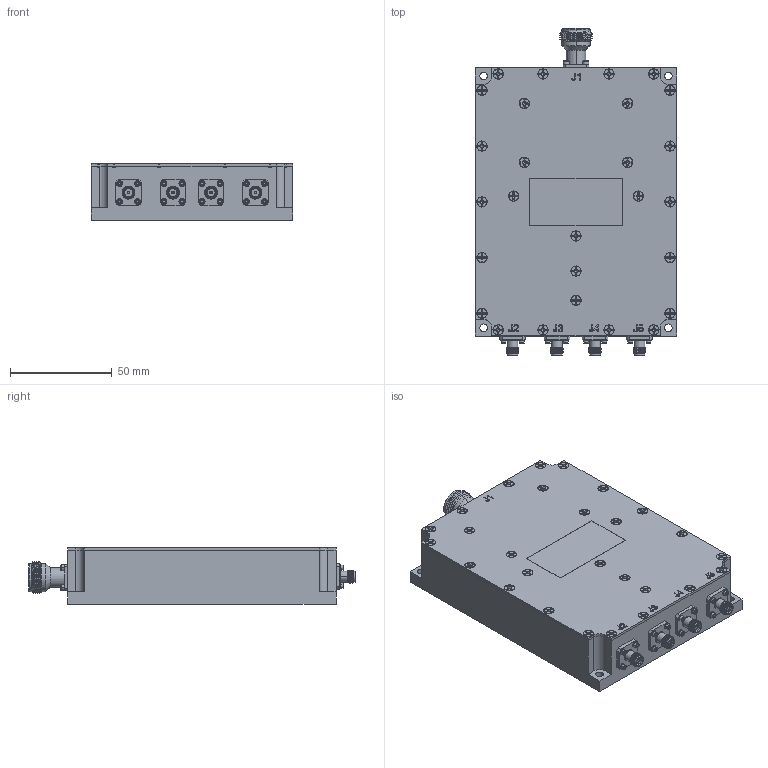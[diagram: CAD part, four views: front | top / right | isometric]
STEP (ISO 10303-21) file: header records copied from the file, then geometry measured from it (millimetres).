
FILE_DESCRIPTION (( 'STEP AP214' ), '1' );
FILE_NAME ('FMS0031_3D.step', '2024-07-26T22:57:06', ( '' ), ( '' ), 'SwSTEP 2.0', 'SolidWorks 2022', '' );
FILE_SCHEMA (( 'AUTOMOTIVE_DESIGN' ));
Length unit declared in the file: inch
Products named in the file (1): FMS0031_3D
Bounding box: 99.06 x 160.97 x 28.02 mm (x, y, z)
Volume: 363025.3 mm3; surface area: 45261.8 mm2
Topology: 1 solids, 17 shells, 2367 faces, 5904 edges, 3791 vertices
Faces by surface type: plane 963, cylinder 686, cone 528, bspline 182, torus 8
Entity records: 117702 total; most frequent: CARTESIAN_POINT 65040, ORIENTED_EDGE 11808, DIRECTION 9893, EDGE_CURVE 5904, VERTEX_POINT 3791, AXIS2_PLACEMENT_3D 3761, EDGE_LOOP 2627, LINE 2371
